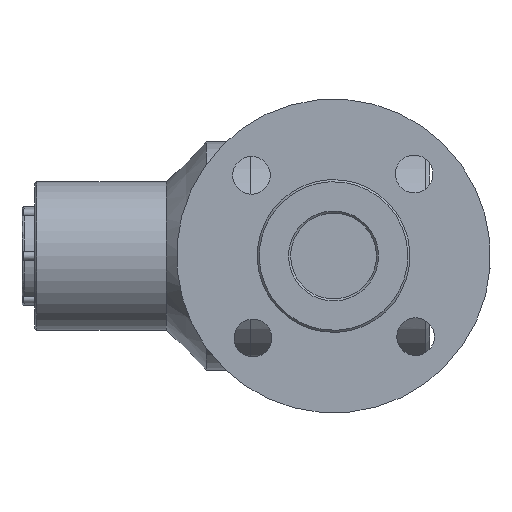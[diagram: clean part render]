
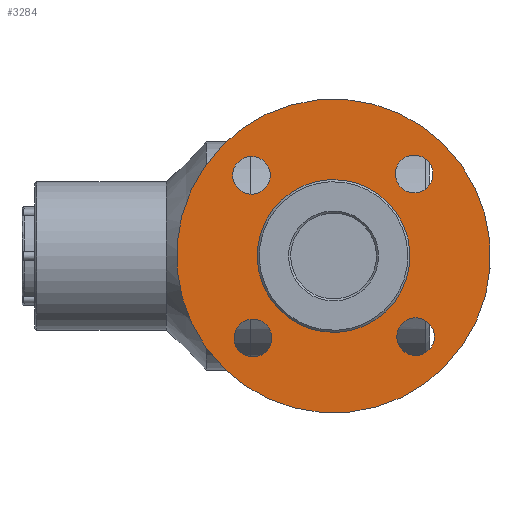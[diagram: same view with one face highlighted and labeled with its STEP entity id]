
A CAD part, left-side view. The second image highlights one B-rep face of the part: STEP entity #3284.
In plain terms, the highlighted face is planar.
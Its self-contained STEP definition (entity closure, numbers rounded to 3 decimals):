
#2 = EDGE_LOOP ( 'NONE', ( #186 ) ) ;
#3 = CARTESIAN_POINT ( 'NONE',  ( 55., 0., 0. ) ) ;
#92 = DIRECTION ( 'NONE',  ( 0., 0., 1. ) ) ;
#108 = FACE_OUTER_BOUND ( 'NONE', #2170, .T. ) ;
#131 = CIRCLE ( 'NONE', #2099, 30.75 ) ;
#181 = CIRCLE ( 'NONE', #2155, 9. ) ;
#186 = ORIENTED_EDGE ( 'NONE', *, *, #928, .T. ) ;
#251 = CARTESIAN_POINT ( 'NONE',  ( 30.75, 0., 0. ) ) ;
#315 = FACE_BOUND ( 'NONE', #918, .T. ) ;
#352 = CARTESIAN_POINT ( 'NONE',  ( 0., 0., 0. ) ) ;
#462 = EDGE_LOOP ( 'NONE', ( #3083 ) ) ;
#463 = DIRECTION ( 'NONE',  ( 0., 0., 1. ) ) ;
#477 = DIRECTION ( 'NONE',  ( 1., 0., 0. ) ) ;
#498 = CARTESIAN_POINT ( 'NONE',  ( -46., 0., 0. ) ) ;
#551 = VERTEX_POINT ( 'NONE', #251 ) ;
#628 = AXIS2_PLACEMENT_3D ( 'NONE', #702, #2341, #477 ) ;
#644 = PLANE ( 'NONE',  #2485 ) ;
#702 = CARTESIAN_POINT ( 'NONE',  ( 0., -55., 0. ) ) ;
#729 = AXIS2_PLACEMENT_3D ( 'NONE', #905, #2803, #3407 ) ;
#756 = CARTESIAN_POINT ( 'NONE',  ( 9., 55., 0. ) ) ;
#771 = VERTEX_POINT ( 'NONE', #2937 ) ;
#866 = FACE_BOUND ( 'NONE', #2, .T. ) ;
#890 = EDGE_CURVE ( 'NONE', #2709, #2709, #1821, .T. ) ;
#904 = FACE_BOUND ( 'NONE', #2594, .T. ) ;
#905 = CARTESIAN_POINT ( 'NONE',  ( 0., 0., 0. ) ) ;
#918 = EDGE_LOOP ( 'NONE', ( #2838 ) ) ;
#928 = EDGE_CURVE ( 'NONE', #1865, #1865, #181, .T. ) ;
#996 = AXIS2_PLACEMENT_3D ( 'NONE', #2950, #463, #3198 ) ;
#1317 = EDGE_CURVE ( 'NONE', #551, #551, #131, .T. ) ;
#1405 = CIRCLE ( 'NONE', #996, 9. ) ;
#1462 = DIRECTION ( 'NONE',  ( 1., 0., 0. ) ) ;
#1511 = ORIENTED_EDGE ( 'NONE', *, *, #2834, .T. ) ;
#1600 = EDGE_CURVE ( 'NONE', #771, #771, #1811, .T. ) ;
#1615 = ORIENTED_EDGE ( 'NONE', *, *, #1600, .F. ) ;
#1803 = CIRCLE ( 'NONE', #3175, 9. ) ;
#1811 = CIRCLE ( 'NONE', #729, 75. ) ;
#1821 = CIRCLE ( 'NONE', #628, 9. ) ;
#1857 = CARTESIAN_POINT ( 'NONE',  ( -55., 0., 0. ) ) ;
#1860 = DIRECTION ( 'NONE',  ( 1., 0., 0. ) ) ;
#1865 = VERTEX_POINT ( 'NONE', #3221 ) ;
#1906 = DIRECTION ( 'NONE',  ( 0., 0., 1. ) ) ;
#1998 = FACE_BOUND ( 'NONE', #462, .T. ) ;
#2099 = AXIS2_PLACEMENT_3D ( 'NONE', #2792, #1906, #3006 ) ;
#2155 = AXIS2_PLACEMENT_3D ( 'NONE', #3, #2988, #3478 ) ;
#2170 = EDGE_LOOP ( 'NONE', ( #1615 ) ) ;
#2341 = DIRECTION ( 'NONE',  ( 0., 0., 1. ) ) ;
#2358 = EDGE_CURVE ( 'NONE', #3204, #3204, #1803, .T. ) ;
#2368 = ORIENTED_EDGE ( 'NONE', *, *, #890, .T. ) ;
#2485 = AXIS2_PLACEMENT_3D ( 'NONE', #352, #92, #1462 ) ;
#2523 = FACE_BOUND ( 'NONE', #2612, .T. ) ;
#2594 = EDGE_LOOP ( 'NONE', ( #1511 ) ) ;
#2612 = EDGE_LOOP ( 'NONE', ( #2368 ) ) ;
#2677 = VERTEX_POINT ( 'NONE', #756 ) ;
#2693 = CARTESIAN_POINT ( 'NONE',  ( 9., -55., 0. ) ) ;
#2709 = VERTEX_POINT ( 'NONE', #2693 ) ;
#2792 = CARTESIAN_POINT ( 'NONE',  ( 0., 0., 0. ) ) ;
#2803 = DIRECTION ( 'NONE',  ( 0., 0., 1. ) ) ;
#2834 = EDGE_CURVE ( 'NONE', #2677, #2677, #1405, .T. ) ;
#2838 = ORIENTED_EDGE ( 'NONE', *, *, #1317, .T. ) ;
#2937 = CARTESIAN_POINT ( 'NONE',  ( 75., 0., 0. ) ) ;
#2950 = CARTESIAN_POINT ( 'NONE',  ( 0., 55., 0. ) ) ;
#2988 = DIRECTION ( 'NONE',  ( 0., 0., 1. ) ) ;
#3006 = DIRECTION ( 'NONE',  ( 1., 0., 0. ) ) ;
#3083 = ORIENTED_EDGE ( 'NONE', *, *, #2358, .T. ) ;
#3175 = AXIS2_PLACEMENT_3D ( 'NONE', #1857, #3476, #1860 ) ;
#3198 = DIRECTION ( 'NONE',  ( 1., 0., 0. ) ) ;
#3204 = VERTEX_POINT ( 'NONE', #498 ) ;
#3221 = CARTESIAN_POINT ( 'NONE',  ( 64., 0., 0. ) ) ;
#3284 = ADVANCED_FACE ( 'NONE', ( #1998, #904, #866, #2523, #108, #315 ), #644, .F. ) ;
#3407 = DIRECTION ( 'NONE',  ( 1., 0., 0. ) ) ;
#3476 = DIRECTION ( 'NONE',  ( 0., 0., 1. ) ) ;
#3478 = DIRECTION ( 'NONE',  ( 1., 0., 0. ) ) ;
